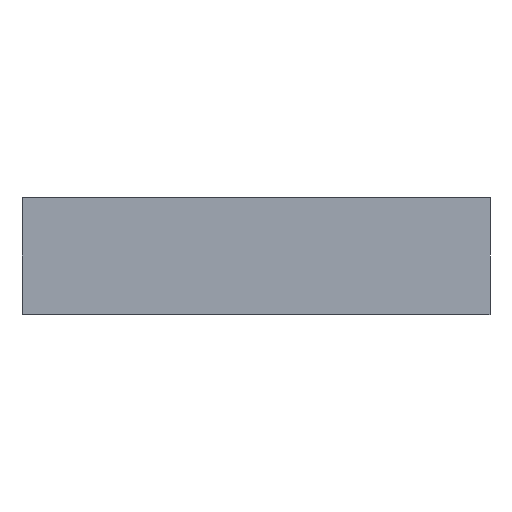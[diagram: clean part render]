
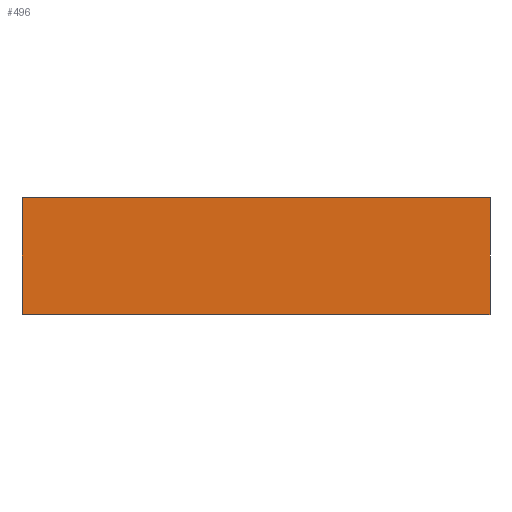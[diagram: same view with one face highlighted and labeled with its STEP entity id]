
A CAD part, front view. The second image highlights one B-rep face of the part: STEP entity #496.
In plain terms, the highlighted planar face has unit normal (0, -1, 0).
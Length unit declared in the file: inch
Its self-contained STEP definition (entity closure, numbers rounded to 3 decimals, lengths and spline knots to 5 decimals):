
#9 = CARTESIAN_POINT ( 'NONE',  ( 1., -6., 0.25 ) ) ;
#28 = CARTESIAN_POINT ( 'NONE',  ( 1., -6., -0.25 ) ) ;
#63 = ORIENTED_EDGE ( 'NONE', *, *, #428, .T. ) ;
#70 = EDGE_CURVE ( 'NONE', #108, #537, #579, .T. ) ;
#88 = DIRECTION ( 'NONE',  ( 0., 0., 1. ) ) ;
#99 = CARTESIAN_POINT ( 'NONE',  ( -1., -6., 0.25 ) ) ;
#108 = VERTEX_POINT ( 'NONE', #470 ) ;
#120 = FACE_OUTER_BOUND ( 'NONE', #277, .T. ) ;
#123 = EDGE_CURVE ( 'NONE', #537, #228, #516, .T. ) ;
#133 = PLANE ( 'NONE',  #154 ) ;
#151 = VECTOR ( 'NONE', #566, 39.37008 ) ;
#154 = AXIS2_PLACEMENT_3D ( 'NONE', #258, #244, #88 ) ;
#176 = VERTEX_POINT ( 'NONE', #594 ) ;
#185 = LINE ( 'NONE', #368, #626 ) ;
#190 = EDGE_CURVE ( 'NONE', #176, #228, #185, .T. ) ;
#228 = VERTEX_POINT ( 'NONE', #28 ) ;
#243 = ORIENTED_EDGE ( 'NONE', *, *, #70, .F. ) ;
#244 = DIRECTION ( 'NONE',  ( 0., 1., 0. ) ) ;
#258 = CARTESIAN_POINT ( 'NONE',  ( -1., -6., 0.25 ) ) ;
#260 = DIRECTION ( 'NONE',  ( 1., 0., 0. ) ) ;
#265 = CARTESIAN_POINT ( 'NONE',  ( -1., -6., 0.25 ) ) ;
#277 = EDGE_LOOP ( 'NONE', ( #417, #606, #243, #63 ) ) ;
#354 = DIRECTION ( 'NONE',  ( 0., 0., -1. ) ) ;
#368 = CARTESIAN_POINT ( 'NONE',  ( -1., -6., -0.25 ) ) ;
#377 = CARTESIAN_POINT ( 'NONE',  ( 1., -6., 0.25 ) ) ;
#417 = ORIENTED_EDGE ( 'NONE', *, *, #190, .T. ) ;
#428 = EDGE_CURVE ( 'NONE', #108, #176, #627, .T. ) ;
#430 = VECTOR ( 'NONE', #260, 39.37008 ) ;
#470 = CARTESIAN_POINT ( 'NONE',  ( -1., -6., 0.25 ) ) ;
#496 = ADVANCED_FACE ( 'NONE', ( #120 ), #133, .F. ) ;
#516 = LINE ( 'NONE', #377, #151 ) ;
#537 = VERTEX_POINT ( 'NONE', #9 ) ;
#566 = DIRECTION ( 'NONE',  ( 0., 0., -1. ) ) ;
#579 = LINE ( 'NONE', #99, #430 ) ;
#594 = CARTESIAN_POINT ( 'NONE',  ( -1., -6., -0.25 ) ) ;
#606 = ORIENTED_EDGE ( 'NONE', *, *, #123, .F. ) ;
#617 = DIRECTION ( 'NONE',  ( 1., 0., 0. ) ) ;
#626 = VECTOR ( 'NONE', #617, 39.37008 ) ;
#627 = LINE ( 'NONE', #265, #638 ) ;
#638 = VECTOR ( 'NONE', #354, 39.37008 ) ;
